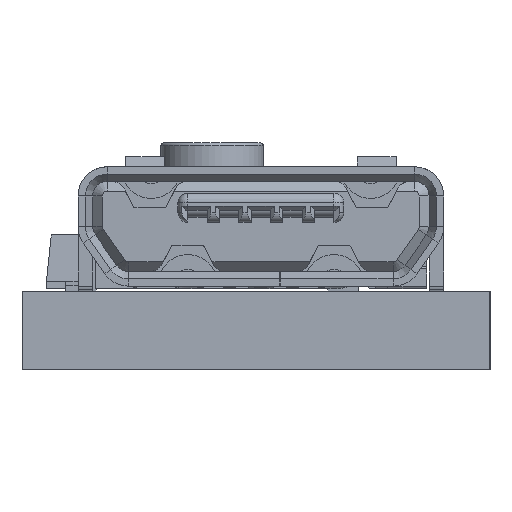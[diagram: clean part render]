
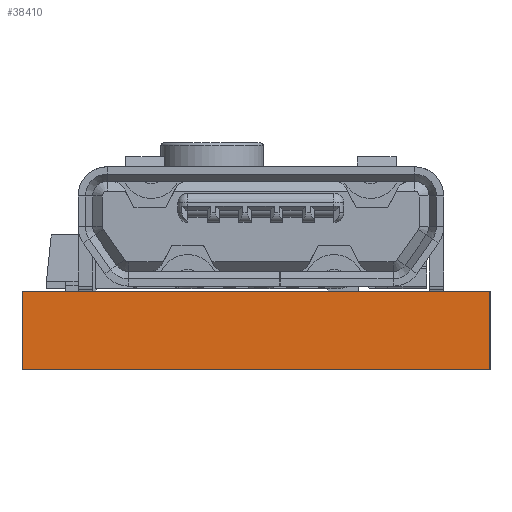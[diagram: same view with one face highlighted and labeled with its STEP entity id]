
A CAD part, left-side view. The second image highlights one B-rep face of the part: STEP entity #38410.
In plain terms, the highlighted planar face has unit normal (-1, 0, 0).
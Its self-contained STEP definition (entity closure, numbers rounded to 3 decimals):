
#38354 = VERTEX_POINT('',#38355);
#38355 = CARTESIAN_POINT('',(-22.2,-4.8,1.6));
#38361 = EDGE_CURVE('',#38362,#38354,#38364,.T.);
#38362 = VERTEX_POINT('',#38363);
#38363 = CARTESIAN_POINT('',(-22.2,-4.8,0.));
#38364 = LINE('',#38365,#38366);
#38365 = CARTESIAN_POINT('',(-22.2,-4.8,0.));
#38366 = VECTOR('',#38367,1.);
#38367 = DIRECTION('',(0.,0.,1.));
#38410 = ADVANCED_FACE('',(#38411),#38436,.T.);
#38411 = FACE_BOUND('',#38412,.T.);
#38412 = EDGE_LOOP('',(#38413,#38414,#38422,#38430));
#38413 = ORIENTED_EDGE('',*,*,#38361,.T.);
#38414 = ORIENTED_EDGE('',*,*,#38415,.T.);
#38415 = EDGE_CURVE('',#38354,#38416,#38418,.T.);
#38416 = VERTEX_POINT('',#38417);
#38417 = CARTESIAN_POINT('',(-22.2,4.8,1.6));
#38418 = LINE('',#38419,#38420);
#38419 = CARTESIAN_POINT('',(-22.2,-4.8,1.6));
#38420 = VECTOR('',#38421,1.);
#38421 = DIRECTION('',(0.,1.,0.));
#38422 = ORIENTED_EDGE('',*,*,#38423,.F.);
#38423 = EDGE_CURVE('',#38424,#38416,#38426,.T.);
#38424 = VERTEX_POINT('',#38425);
#38425 = CARTESIAN_POINT('',(-22.2,4.8,0.));
#38426 = LINE('',#38427,#38428);
#38427 = CARTESIAN_POINT('',(-22.2,4.8,0.));
#38428 = VECTOR('',#38429,1.);
#38429 = DIRECTION('',(0.,0.,1.));
#38430 = ORIENTED_EDGE('',*,*,#38431,.F.);
#38431 = EDGE_CURVE('',#38362,#38424,#38432,.T.);
#38432 = LINE('',#38433,#38434);
#38433 = CARTESIAN_POINT('',(-22.2,-4.8,0.));
#38434 = VECTOR('',#38435,1.);
#38435 = DIRECTION('',(0.,1.,0.));
#38436 = PLANE('',#38437);
#38437 = AXIS2_PLACEMENT_3D('',#38438,#38439,#38440);
#38438 = CARTESIAN_POINT('',(-22.2,-4.8,0.));
#38439 = DIRECTION('',(-1.,0.,0.));
#38440 = DIRECTION('',(0.,1.,0.));
